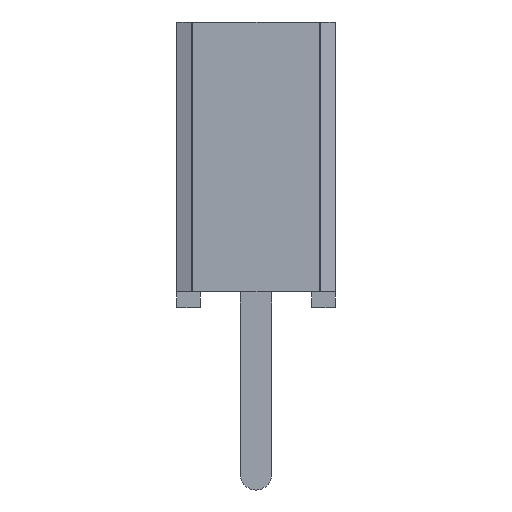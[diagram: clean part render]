
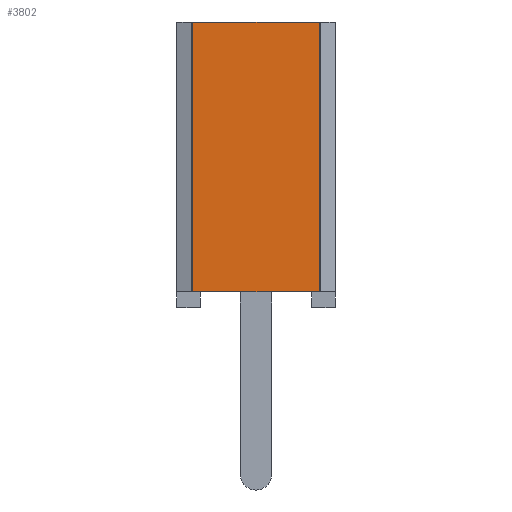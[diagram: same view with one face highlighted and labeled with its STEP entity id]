
A CAD part, left-side view. The second image highlights one B-rep face of the part: STEP entity #3802.
In plain terms, the highlighted planar face has unit normal (-1, 0, 0).
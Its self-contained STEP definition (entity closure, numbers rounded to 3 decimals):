
#3802 = ADVANCED_FACE('',(#3803),#3837,.F.);
#3803 = FACE_BOUND('',#3804,.T.);
#3804 = EDGE_LOOP('',(#3805,#3815,#3823,#3831));
#3805 = ORIENTED_EDGE('',*,*,#3806,.T.);
#3806 = EDGE_CURVE('',#3807,#3809,#3811,.T.);
#3807 = VERTEX_POINT('',#3808);
#3808 = CARTESIAN_POINT('',(-10.909,1.026,4.572));
#3809 = VERTEX_POINT('',#3810);
#3810 = CARTESIAN_POINT('',(-10.909,1.026,0.254));
#3811 = LINE('',#3812,#3813);
#3812 = CARTESIAN_POINT('',(-10.909,1.026,4.572));
#3813 = VECTOR('',#3814,1.);
#3814 = DIRECTION('',(0.,0.,-1.));
#3815 = ORIENTED_EDGE('',*,*,#3816,.T.);
#3816 = EDGE_CURVE('',#3809,#3817,#3819,.T.);
#3817 = VERTEX_POINT('',#3818);
#3818 = CARTESIAN_POINT('',(-10.909,-1.026,0.254));
#3819 = LINE('',#3820,#3821);
#3820 = CARTESIAN_POINT('',(-10.909,0.889,0.254));
#3821 = VECTOR('',#3822,1.);
#3822 = DIRECTION('',(0.,-1.,0.));
#3823 = ORIENTED_EDGE('',*,*,#3824,.T.);
#3824 = EDGE_CURVE('',#3817,#3825,#3827,.T.);
#3825 = VERTEX_POINT('',#3826);
#3826 = CARTESIAN_POINT('',(-10.909,-1.026,4.572));
#3827 = LINE('',#3828,#3829);
#3828 = CARTESIAN_POINT('',(-10.909,-1.026,4.572));
#3829 = VECTOR('',#3830,1.);
#3830 = DIRECTION('',(0.,0.,1.));
#3831 = ORIENTED_EDGE('',*,*,#3832,.F.);
#3832 = EDGE_CURVE('',#3807,#3825,#3833,.T.);
#3833 = LINE('',#3834,#3835);
#3834 = CARTESIAN_POINT('',(-10.909,1.27,4.572));
#3835 = VECTOR('',#3836,1.);
#3836 = DIRECTION('',(0.,-1.,0.));
#3837 = PLANE('',#3838);
#3838 = AXIS2_PLACEMENT_3D('',#3839,#3840,#3841);
#3839 = CARTESIAN_POINT('',(-10.909,1.27,4.572));
#3840 = DIRECTION('',(1.,0.,0.));
#3841 = DIRECTION('',(0.,1.,0.));
